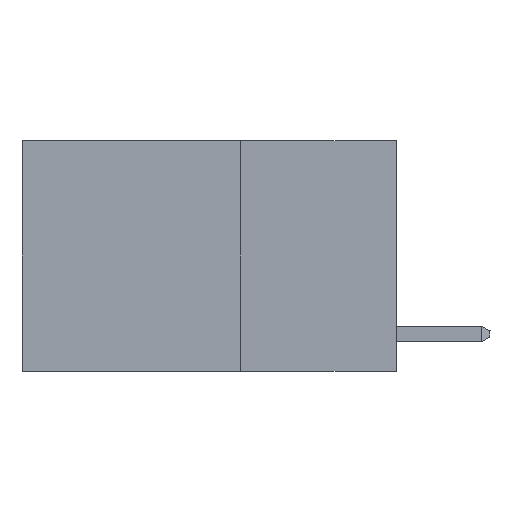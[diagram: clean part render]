
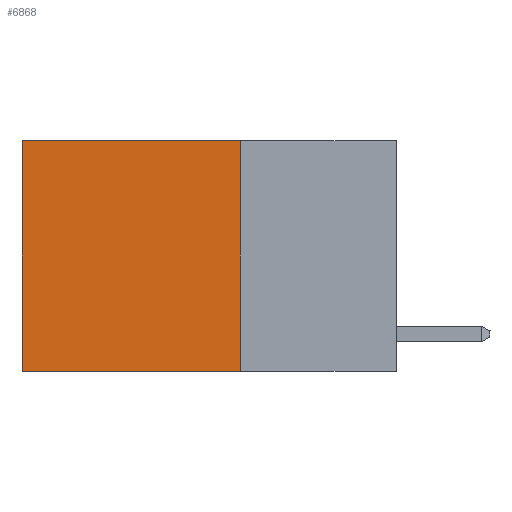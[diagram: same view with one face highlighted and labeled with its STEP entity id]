
A CAD part, left-side view. The second image highlights one B-rep face of the part: STEP entity #6868.
In plain terms, the highlighted planar face has unit normal (-1, 0, 0).
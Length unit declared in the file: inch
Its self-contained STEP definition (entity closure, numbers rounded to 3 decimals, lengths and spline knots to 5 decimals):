
#214 = DIRECTION ( 'NONE',  ( 0., 1., 0. ) ) ;
#438 = ORIENTED_EDGE ( 'NONE', *, *, #8774, .T. ) ;
#574 = VECTOR ( 'NONE', #8200, 39.37008 ) ;
#635 = VERTEX_POINT ( 'NONE', #6659 ) ;
#740 = VERTEX_POINT ( 'NONE', #7738 ) ;
#1225 = CARTESIAN_POINT ( 'NONE',  ( 0.2625, 0.25, 0. ) ) ;
#1374 = LINE ( 'NONE', #1225, #9881 ) ;
#1425 = LINE ( 'NONE', #6570, #574 ) ;
#1674 = ORIENTED_EDGE ( 'NONE', *, *, #3048, .F. ) ;
#1785 = VECTOR ( 'NONE', #9670, 39.37008 ) ;
#2264 = AXIS2_PLACEMENT_3D ( 'NONE', #9191, #9050, #8365 ) ;
#3048 = EDGE_CURVE ( 'NONE', #635, #7523, #1374, .T. ) ;
#4198 = CARTESIAN_POINT ( 'NONE',  ( 0.2625, 0.6, 0. ) ) ;
#4505 = PLANE ( 'NONE',  #2264 ) ;
#4950 = FACE_OUTER_BOUND ( 'NONE', #7014, .T. ) ;
#5355 = VERTEX_POINT ( 'NONE', #8869 ) ;
#6071 = LINE ( 'NONE', #7943, #6545 ) ;
#6527 = LINE ( 'NONE', #4198, #1785 ) ;
#6545 = VECTOR ( 'NONE', #214, 39.37008 ) ;
#6570 = CARTESIAN_POINT ( 'NONE',  ( 0.2625, 0.25, -0.37 ) ) ;
#6659 = CARTESIAN_POINT ( 'NONE',  ( 0.2625, 0.25, 0. ) ) ;
#6868 = ADVANCED_FACE ( 'NONE', ( #4950 ), #4505, .F. ) ;
#7014 = EDGE_LOOP ( 'NONE', ( #438, #7667, #1674, #9319 ) ) ;
#7513 = DIRECTION ( 'NONE',  ( 0., 0., -1. ) ) ;
#7523 = VERTEX_POINT ( 'NONE', #9003 ) ;
#7667 = ORIENTED_EDGE ( 'NONE', *, *, #8837, .F. ) ;
#7738 = CARTESIAN_POINT ( 'NONE',  ( 0.2625, 0.6, 0. ) ) ;
#7943 = CARTESIAN_POINT ( 'NONE',  ( 0.2625, 0.25, 0. ) ) ;
#8114 = EDGE_CURVE ( 'NONE', #635, #740, #6071, .T. ) ;
#8200 = DIRECTION ( 'NONE',  ( 0., 1., 0. ) ) ;
#8365 = DIRECTION ( 'NONE',  ( 0., 0., -1. ) ) ;
#8774 = EDGE_CURVE ( 'NONE', #740, #5355, #6527, .T. ) ;
#8837 = EDGE_CURVE ( 'NONE', #7523, #5355, #1425, .T. ) ;
#8869 = CARTESIAN_POINT ( 'NONE',  ( 0.2625, 0.6, -0.37 ) ) ;
#9003 = CARTESIAN_POINT ( 'NONE',  ( 0.2625, 0.25, -0.37 ) ) ;
#9050 = DIRECTION ( 'NONE',  ( 1., 0., 0. ) ) ;
#9191 = CARTESIAN_POINT ( 'NONE',  ( 0.2625, 0.25, 0. ) ) ;
#9319 = ORIENTED_EDGE ( 'NONE', *, *, #8114, .T. ) ;
#9670 = DIRECTION ( 'NONE',  ( 0., 0., -1. ) ) ;
#9881 = VECTOR ( 'NONE', #7513, 39.37008 ) ;
